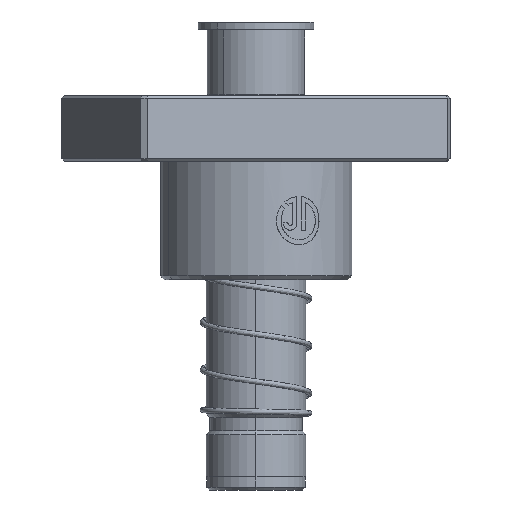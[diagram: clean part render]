
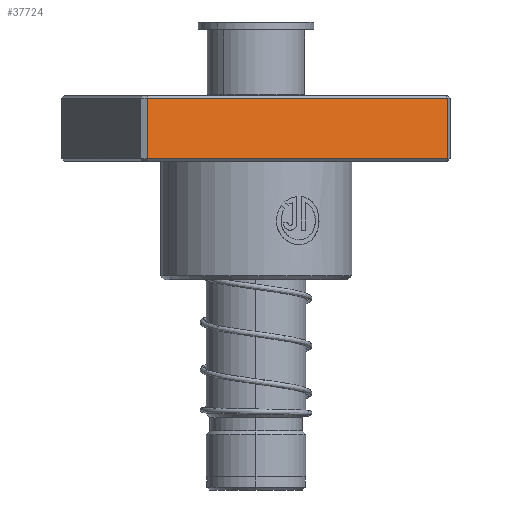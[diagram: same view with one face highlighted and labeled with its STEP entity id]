
A CAD part, left-side view. The second image highlights one B-rep face of the part: STEP entity #37724.
In plain terms, the highlighted face is planar.
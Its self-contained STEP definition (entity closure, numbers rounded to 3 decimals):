
#1711 = CARTESIAN_POINT ( 'NONE',  ( -63., 37.5, 25. ) ) ;
#2545 = ORIENTED_EDGE ( 'NONE', *, *, #24400, .T. ) ;
#2808 = CARTESIAN_POINT ( 'NONE',  ( -63., 37.5, 1. ) ) ;
#4243 = LINE ( 'NONE', #25790, #23945 ) ;
#4951 = CARTESIAN_POINT ( 'NONE',  ( 63., 37.5, 1. ) ) ;
#5056 = CARTESIAN_POINT ( 'NONE',  ( -63., 37.5, 1. ) ) ;
#5271 = EDGE_LOOP ( 'NONE', ( #35244, #38894, #41059, #2545 ) ) ;
#5595 = VERTEX_POINT ( 'NONE', #4951 ) ;
#9602 = VERTEX_POINT ( 'NONE', #41037 ) ;
#11501 = DIRECTION ( 'NONE',  ( 0., 0., -1. ) ) ;
#11971 = PLANE ( 'NONE',  #25481 ) ;
#12521 = EDGE_CURVE ( 'NONE', #5595, #17038, #45074, .T. ) ;
#14840 = LINE ( 'NONE', #1711, #21198 ) ;
#16621 = DIRECTION ( 'NONE',  ( 0., 0., -1. ) ) ;
#17038 = VERTEX_POINT ( 'NONE', #5056 ) ;
#17572 = VERTEX_POINT ( 'NONE', #32755 ) ;
#19459 = DIRECTION ( 'NONE',  ( 0., 0., -1. ) ) ;
#20830 = EDGE_CURVE ( 'NONE', #9602, #17038, #14840, .T. ) ;
#21198 = VECTOR ( 'NONE', #16621, 1000. ) ;
#21979 = VECTOR ( 'NONE', #36437, 1000. ) ;
#23945 = VECTOR ( 'NONE', #44792, 1000. ) ;
#24400 = EDGE_CURVE ( 'NONE', #9602, #17572, #4243, .T. ) ;
#24414 = FACE_OUTER_BOUND ( 'NONE', #5271, .T. ) ;
#25481 = AXIS2_PLACEMENT_3D ( 'NONE', #45222, #41668, #11501 ) ;
#25790 = CARTESIAN_POINT ( 'NONE',  ( 63., 37.5, 24. ) ) ;
#26428 = EDGE_CURVE ( 'NONE', #17572, #5595, #45264, .T. ) ;
#32755 = CARTESIAN_POINT ( 'NONE',  ( 63., 37.5, 24. ) ) ;
#35244 = ORIENTED_EDGE ( 'NONE', *, *, #26428, .T. ) ;
#35457 = VECTOR ( 'NONE', #19459, 1000. ) ;
#36437 = DIRECTION ( 'NONE',  ( -1., 0., 0. ) ) ;
#37724 = ADVANCED_FACE ( 'NONE', ( #24414 ), #11971, .F. ) ;
#38894 = ORIENTED_EDGE ( 'NONE', *, *, #12521, .T. ) ;
#41037 = CARTESIAN_POINT ( 'NONE',  ( -63., 37.5, 24. ) ) ;
#41059 = ORIENTED_EDGE ( 'NONE', *, *, #20830, .F. ) ;
#41559 = CARTESIAN_POINT ( 'NONE',  ( 63., 37.5, 25. ) ) ;
#41668 = DIRECTION ( 'NONE',  ( 0., -1., 0. ) ) ;
#44792 = DIRECTION ( 'NONE',  ( 1., 0., 0. ) ) ;
#45074 = LINE ( 'NONE', #2808, #21979 ) ;
#45222 = CARTESIAN_POINT ( 'NONE',  ( -63., 37.5, 25. ) ) ;
#45264 = LINE ( 'NONE', #41559, #35457 ) ;
